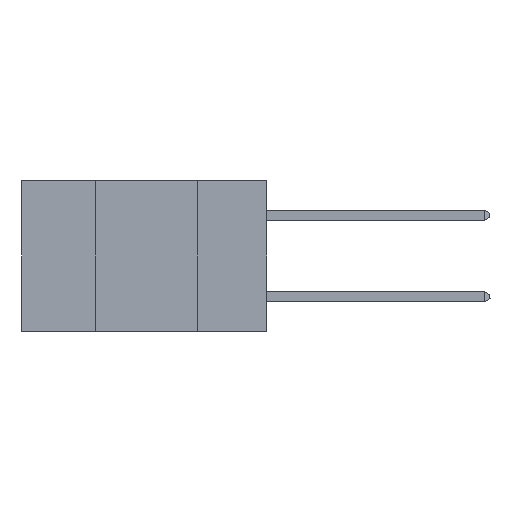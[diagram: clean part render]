
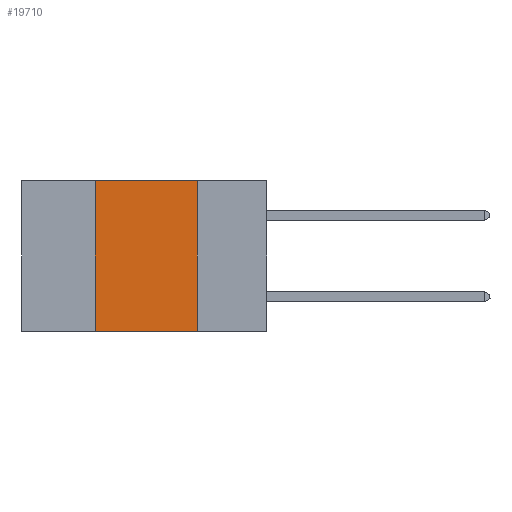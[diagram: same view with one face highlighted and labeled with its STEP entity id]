
A CAD part, left-side view. The second image highlights one B-rep face of the part: STEP entity #19710.
In plain terms, the highlighted planar face has unit normal (-1, 0, 0).
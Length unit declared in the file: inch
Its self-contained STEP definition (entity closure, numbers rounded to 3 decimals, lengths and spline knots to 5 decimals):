
#445 = CARTESIAN_POINT ( 'NONE',  ( 0., 0.6, 0. ) ) ;
#2220 = EDGE_LOOP ( 'NONE', ( #34607, #34075, #27246, #21147 ) ) ;
#3414 = PLANE ( 'NONE',  #14030 ) ;
#4363 = VECTOR ( 'NONE', #20724, 39.37008 ) ;
#5290 = LINE ( 'NONE', #17261, #15196 ) ;
#5587 = LINE ( 'NONE', #8125, #31969 ) ;
#6005 = EDGE_CURVE ( 'NONE', #7807, #15695, #5587, .T. ) ;
#7807 = VERTEX_POINT ( 'NONE', #9334 ) ;
#8125 = CARTESIAN_POINT ( 'NONE',  ( 0., 0.6, 0. ) ) ;
#9334 = CARTESIAN_POINT ( 'NONE',  ( 0., 0.42, 0. ) ) ;
#12563 = CARTESIAN_POINT ( 'NONE',  ( 0., 0.17, -0.37 ) ) ;
#13115 = CARTESIAN_POINT ( 'NONE',  ( 0., 0.6, -0.37 ) ) ;
#13124 = VERTEX_POINT ( 'NONE', #21712 ) ;
#14030 = AXIS2_PLACEMENT_3D ( 'NONE', #445, #14483, #14958 ) ;
#14483 = DIRECTION ( 'NONE',  ( 1., 0., 0. ) ) ;
#14958 = DIRECTION ( 'NONE',  ( 0., 0., -1. ) ) ;
#15196 = VECTOR ( 'NONE', #19992, 39.37008 ) ;
#15695 = VERTEX_POINT ( 'NONE', #33481 ) ;
#15918 = VECTOR ( 'NONE', #27012, 39.37008 ) ;
#16751 = DIRECTION ( 'NONE',  ( 0., -1., 0. ) ) ;
#17261 = CARTESIAN_POINT ( 'NONE',  ( 0., 0.17, 0. ) ) ;
#17672 = FACE_OUTER_BOUND ( 'NONE', #2220, .T. ) ;
#19710 = ADVANCED_FACE ( 'NONE', ( #17672 ), #3414, .F. ) ;
#19992 = DIRECTION ( 'NONE',  ( 0., 0., -1. ) ) ;
#20724 = DIRECTION ( 'NONE',  ( 0., -1., 0. ) ) ;
#21147 = ORIENTED_EDGE ( 'NONE', *, *, #26304, .T. ) ;
#21712 = CARTESIAN_POINT ( 'NONE',  ( 0., 0.42, -0.37 ) ) ;
#26304 = EDGE_CURVE ( 'NONE', #13124, #34821, #31638, .T. ) ;
#27012 = DIRECTION ( 'NONE',  ( 0., 0., 1. ) ) ;
#27246 = ORIENTED_EDGE ( 'NONE', *, *, #35508, .F. ) ;
#31172 = EDGE_CURVE ( 'NONE', #15695, #34821, #5290, .T. ) ;
#31638 = LINE ( 'NONE', #13115, #4363 ) ;
#31969 = VECTOR ( 'NONE', #16751, 39.37008 ) ;
#32592 = CARTESIAN_POINT ( 'NONE',  ( 0., 0.42, 0. ) ) ;
#33481 = CARTESIAN_POINT ( 'NONE',  ( 0., 0.17, 0. ) ) ;
#33746 = LINE ( 'NONE', #32592, #15918 ) ;
#34075 = ORIENTED_EDGE ( 'NONE', *, *, #6005, .F. ) ;
#34607 = ORIENTED_EDGE ( 'NONE', *, *, #31172, .F. ) ;
#34821 = VERTEX_POINT ( 'NONE', #12563 ) ;
#35508 = EDGE_CURVE ( 'NONE', #13124, #7807, #33746, .T. ) ;
